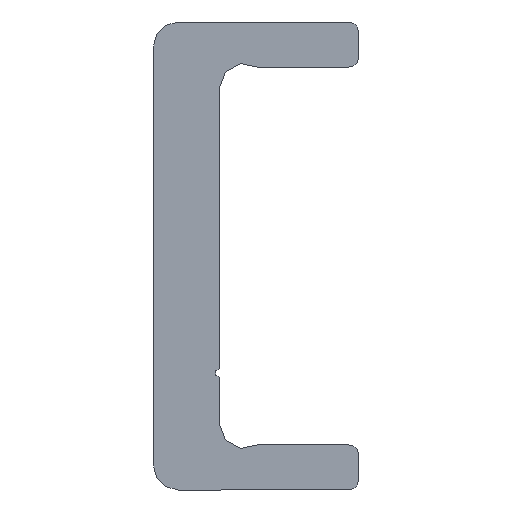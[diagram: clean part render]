
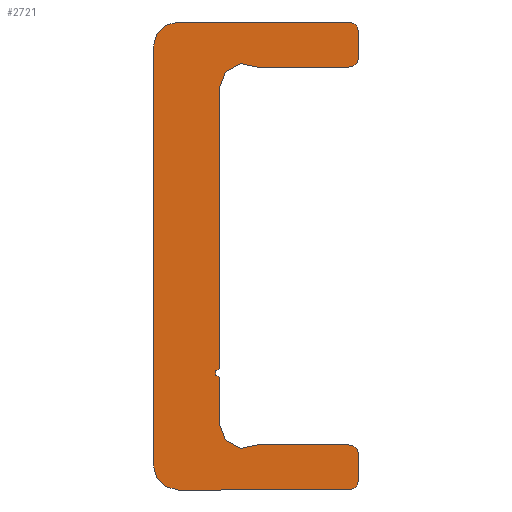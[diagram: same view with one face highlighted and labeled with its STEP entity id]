
A CAD part, left-side view. The second image highlights one B-rep face of the part: STEP entity #2721.
In plain terms, the highlighted planar face has unit normal (-1, 0, 0).
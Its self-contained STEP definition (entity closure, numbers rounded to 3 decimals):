
#1907=CARTESIAN_POINT('',(0.0,2.2,10.03));
#1908=VERTEX_POINT('',#1907);
#1915=CARTESIAN_POINT('',(0.0,2.2,-6.75));
#1916=VERTEX_POINT('',#1915);
#1917=CARTESIAN_POINT('',(0.0,2.2,10.03));
#1918=DIRECTION('',(0.0,0.0,-1.0));
#1919=VECTOR('',#1918,16.78);
#1920=LINE('',#1917,#1919);
#1921=EDGE_CURVE('',#1908,#1916,#1920,.T.);
#2060=CARTESIAN_POINT('',(0.0,-0.098,11.3));
#2061=VERTEX_POINT('',#2060);
#2068=CARTESIAN_POINT('',(0.0,0.7,10.03));
#2069=DIRECTION('',(-1.0,0.0,0.0));
#2070=DIRECTION('',(0.0,-1.0,0.0));
#2071=AXIS2_PLACEMENT_3D('',#2068,#2069,#2070);
#2072=CIRCLE('',#2071,1.5);
#2073=EDGE_CURVE('',#2061,#1908,#2072,.T.);
#2092=CARTESIAN_POINT('',(0.0,-5.55,11.3));
#2093=VERTEX_POINT('',#2092);
#2100=CARTESIAN_POINT('',(0.0,-5.55,11.3));
#2101=DIRECTION('',(0.0,1.0,0.0));
#2102=VECTOR('',#2101,5.452);
#2103=LINE('',#2100,#2102);
#2104=EDGE_CURVE('',#2093,#2061,#2103,.T.);
#2124=CARTESIAN_POINT('',(0.0,-6.15,11.9));
#2125=VERTEX_POINT('',#2124);
#2132=CARTESIAN_POINT('',(0.0,-5.55,11.9));
#2133=DIRECTION('',(1.0,0.0,0.0));
#2134=DIRECTION('',(0.0,-1.0,0.0));
#2135=AXIS2_PLACEMENT_3D('',#2132,#2133,#2134);
#2136=CIRCLE('',#2135,0.6);
#2137=EDGE_CURVE('',#2125,#2093,#2136,.T.);
#2156=CARTESIAN_POINT('',(0.0,-6.15,13.4));
#2157=VERTEX_POINT('',#2156);
#2164=CARTESIAN_POINT('',(0.0,-6.15,13.4));
#2165=DIRECTION('',(0.0,0.0,-1.0));
#2166=VECTOR('',#2165,1.5);
#2167=LINE('',#2164,#2166);
#2168=EDGE_CURVE('',#2157,#2125,#2167,.T.);
#2188=CARTESIAN_POINT('',(0.0,-5.55,14.));
#2189=VERTEX_POINT('',#2188);
#2196=CARTESIAN_POINT('',(0.0,-5.55,13.4));
#2197=DIRECTION('',(1.0,0.0,0.0));
#2198=DIRECTION('',(0.0,0.0,1.0));
#2199=AXIS2_PLACEMENT_3D('',#2196,#2197,#2198);
#2200=CIRCLE('',#2199,0.6);
#2201=EDGE_CURVE('',#2189,#2157,#2200,.T.);
#2220=CARTESIAN_POINT('',(0.0,4.65,14.));
#2221=VERTEX_POINT('',#2220);
#2228=CARTESIAN_POINT('',(0.0,4.65,14.));
#2229=DIRECTION('',(0.0,-1.0,0.0));
#2230=VECTOR('',#2229,10.2);
#2231=LINE('',#2228,#2230);
#2232=EDGE_CURVE('',#2221,#2189,#2231,.T.);
#2252=CARTESIAN_POINT('',(0.0,6.15,12.5));
#2253=VERTEX_POINT('',#2252);
#2260=CARTESIAN_POINT('',(0.0,4.65,12.5));
#2261=DIRECTION('',(1.0,0.0,0.0));
#2262=DIRECTION('',(0.0,1.0,0.0));
#2263=AXIS2_PLACEMENT_3D('',#2260,#2261,#2262);
#2264=CIRCLE('',#2263,1.5);
#2265=EDGE_CURVE('',#2253,#2221,#2264,.T.);
#2284=CARTESIAN_POINT('',(0.0,6.15,-12.5));
#2285=VERTEX_POINT('',#2284);
#2292=CARTESIAN_POINT('',(0.0,6.15,-12.5));
#2293=DIRECTION('',(0.0,0.0,1.0));
#2294=VECTOR('',#2293,25.);
#2295=LINE('',#2292,#2294);
#2296=EDGE_CURVE('',#2285,#2253,#2295,.T.);
#2430=CARTESIAN_POINT('',(0.0,4.65,-14.));
#2431=VERTEX_POINT('',#2430);
#2438=CARTESIAN_POINT('',(0.0,4.65,-12.5));
#2439=DIRECTION('',(1.0,0.0,0.0));
#2440=DIRECTION('',(0.0,0.0,-1.0));
#2441=AXIS2_PLACEMENT_3D('',#2438,#2439,#2440);
#2442=CIRCLE('',#2441,1.5);
#2443=EDGE_CURVE('',#2431,#2285,#2442,.T.);
#2462=CARTESIAN_POINT('',(0.0,-5.55,-14.));
#2463=VERTEX_POINT('',#2462);
#2470=CARTESIAN_POINT('',(0.0,-5.55,-14.));
#2471=DIRECTION('',(0.0,1.0,0.0));
#2472=VECTOR('',#2471,10.2);
#2473=LINE('',#2470,#2472);
#2474=EDGE_CURVE('',#2463,#2431,#2473,.T.);
#2494=CARTESIAN_POINT('',(0.0,-6.15,-13.4));
#2495=VERTEX_POINT('',#2494);
#2502=CARTESIAN_POINT('',(0.0,-5.55,-13.4));
#2503=DIRECTION('',(1.0,0.0,0.0));
#2504=DIRECTION('',(0.0,-1.0,0.0));
#2505=AXIS2_PLACEMENT_3D('',#2502,#2503,#2504);
#2506=CIRCLE('',#2505,0.6);
#2507=EDGE_CURVE('',#2495,#2463,#2506,.T.);
#2526=CARTESIAN_POINT('',(0.0,-6.15,-11.9));
#2527=VERTEX_POINT('',#2526);
#2534=CARTESIAN_POINT('',(0.0,-6.15,-11.9));
#2535=DIRECTION('',(0.0,0.0,-1.0));
#2536=VECTOR('',#2535,1.5);
#2537=LINE('',#2534,#2536);
#2538=EDGE_CURVE('',#2527,#2495,#2537,.T.);
#2558=CARTESIAN_POINT('',(0.0,-5.55,-11.3));
#2559=VERTEX_POINT('',#2558);
#2566=CARTESIAN_POINT('',(0.0,-5.55,-11.9));
#2567=DIRECTION('',(1.0,0.0,0.0));
#2568=DIRECTION('',(0.0,0.0,1.0));
#2569=AXIS2_PLACEMENT_3D('',#2566,#2567,#2568);
#2570=CIRCLE('',#2569,0.6);
#2571=EDGE_CURVE('',#2559,#2527,#2570,.T.);
#2590=CARTESIAN_POINT('',(0.0,-0.098,-11.3));
#2591=VERTEX_POINT('',#2590);
#2598=CARTESIAN_POINT('',(0.0,-0.098,-11.3));
#2599=DIRECTION('',(0.0,-1.0,0.0));
#2600=VECTOR('',#2599,5.452);
#2601=LINE('',#2598,#2600);
#2602=EDGE_CURVE('',#2591,#2559,#2601,.T.);
#2622=CARTESIAN_POINT('',(0.0,2.2,-10.03));
#2623=VERTEX_POINT('',#2622);
#2630=CARTESIAN_POINT('',(0.0,0.7,-10.03));
#2631=DIRECTION('',(-1.0,0.0,0.0));
#2632=DIRECTION('',(0.0,0.532,0.847));
#2633=AXIS2_PLACEMENT_3D('',#2630,#2631,#2632);
#2634=CIRCLE('',#2633,1.5);
#2635=EDGE_CURVE('',#2623,#2591,#2634,.T.);
#2654=CARTESIAN_POINT('',(0.0,2.2,-7.25));
#2655=VERTEX_POINT('',#2654);
#2662=CARTESIAN_POINT('',(0.0,2.2,-7.25));
#2663=DIRECTION('',(0.0,0.0,-1.0));
#2664=VECTOR('',#2663,2.78);
#2665=LINE('',#2662,#2664);
#2666=EDGE_CURVE('',#2655,#2623,#2665,.T.);
#2685=CARTESIAN_POINT('',(0.0,2.2,-7.));
#2686=DIRECTION('',(-1.0,0.0,0.0));
#2687=DIRECTION('',(0.0,0.0,1.0));
#2688=AXIS2_PLACEMENT_3D('',#2685,#2686,#2687);
#2689=CIRCLE('',#2688,0.25);
#2690=EDGE_CURVE('',#1916,#2655,#2689,.T.);
#2696=CARTESIAN_POINT('',(0.0,1.611,-0.021));
#2697=DIRECTION('',(1.0,0.0,0.0));
#2698=DIRECTION('',(0.0,0.0,-1.0));
#2699=AXIS2_PLACEMENT_3D('',#2696,#2697,#2698);
#2700=PLANE('',#2699);
#2701=ORIENTED_EDGE('',*,*,#2690,.F.);
#2702=ORIENTED_EDGE('',*,*,#1921,.F.);
#2703=ORIENTED_EDGE('',*,*,#2073,.F.);
#2704=ORIENTED_EDGE('',*,*,#2104,.F.);
#2705=ORIENTED_EDGE('',*,*,#2137,.F.);
#2706=ORIENTED_EDGE('',*,*,#2168,.F.);
#2707=ORIENTED_EDGE('',*,*,#2201,.F.);
#2708=ORIENTED_EDGE('',*,*,#2232,.F.);
#2709=ORIENTED_EDGE('',*,*,#2265,.F.);
#2710=ORIENTED_EDGE('',*,*,#2296,.F.);
#2711=ORIENTED_EDGE('',*,*,#2443,.F.);
#2712=ORIENTED_EDGE('',*,*,#2474,.F.);
#2713=ORIENTED_EDGE('',*,*,#2507,.F.);
#2714=ORIENTED_EDGE('',*,*,#2538,.F.);
#2715=ORIENTED_EDGE('',*,*,#2571,.F.);
#2716=ORIENTED_EDGE('',*,*,#2602,.F.);
#2717=ORIENTED_EDGE('',*,*,#2635,.F.);
#2718=ORIENTED_EDGE('',*,*,#2666,.F.);
#2719=EDGE_LOOP('',(#2701,#2702,#2703,#2704,#2705,#2706,#2707,#2708,#2709,#2710,#2711,#2712,#2713,#2714,#2715,#2716,#2717,#2718));
#2720=FACE_OUTER_BOUND('',#2719,.T.);
#2721=ADVANCED_FACE('',(#2720),#2700,.F.);
